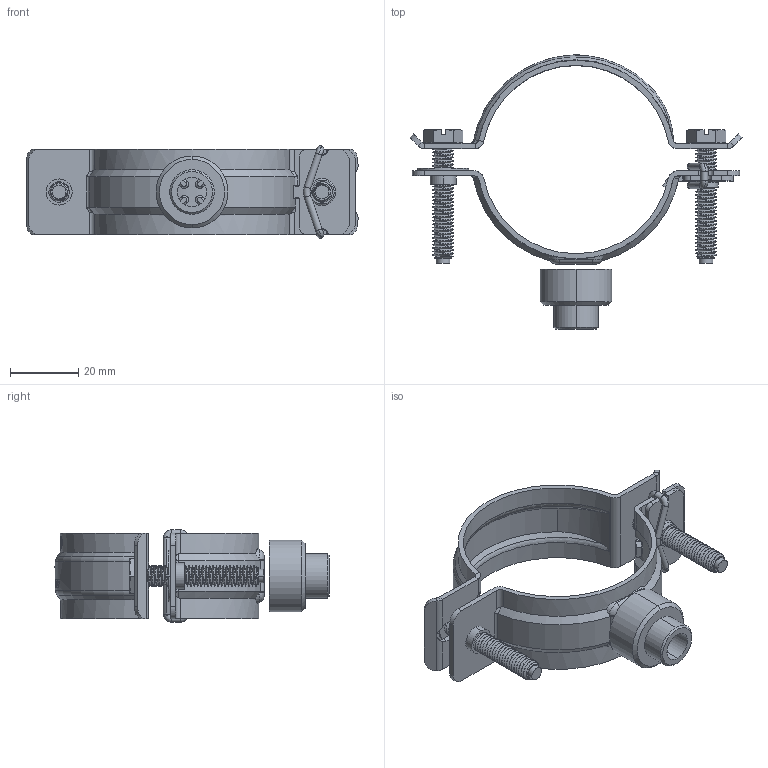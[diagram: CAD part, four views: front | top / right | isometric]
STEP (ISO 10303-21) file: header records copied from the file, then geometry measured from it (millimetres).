
FILE_DESCRIPTION (( 'STEP AP203' ), '1' );
FILE_NAME ('50.106RK.STEP', '2024-03-25T12:33:52', ( '' ), ( '' ), 'SwSTEP 2.0', 'SolidWorks 2023', '' );
FILE_SCHEMA (( 'CONFIG_CONTROL_DESIGN' ));
Length unit declared in the file: millimetre
Products named in the file (1): 50.106RK
Bounding box: 96.98 x 80.09 x 27 mm (x, y, z)
Surface area: 18861.6 mm2 (no closed solid volume)
Topology: 0 solids, 9 shells, 641 faces, 2068 edges, 1388 vertices
Faces by surface type: cylinder 261, plane 197, bspline 109, cone 46, torus 26, sphere 2
Entity records: 33313 total; most frequent: CARTESIAN_POINT 17440, ORIENTED_EDGE 3658, DIRECTION 2649, EDGE_CURVE 2066, VERTEX_POINT 1388, AXIS2_PLACEMENT_3D 990, EDGE_LOOP 678, VECTOR 669
